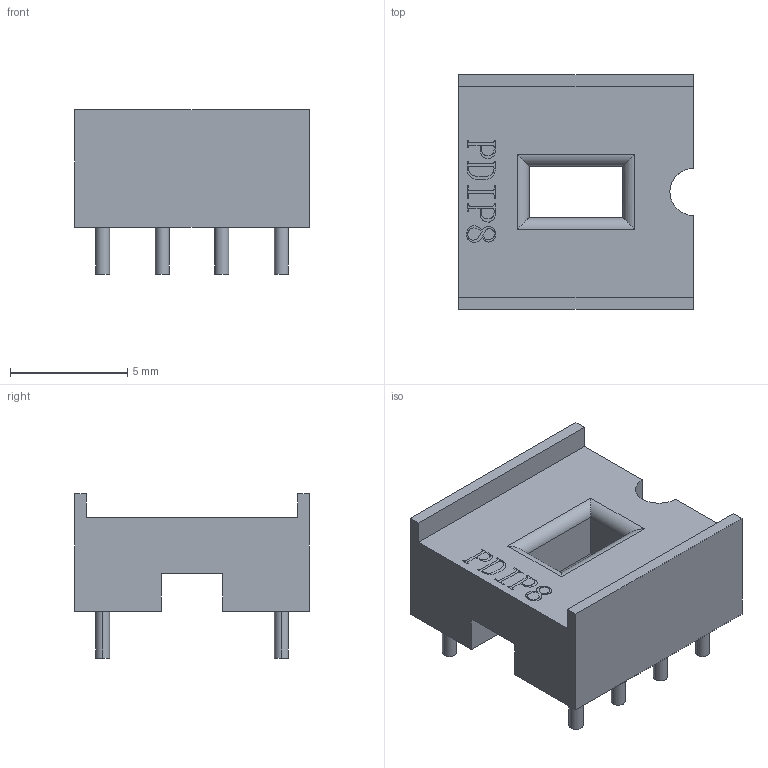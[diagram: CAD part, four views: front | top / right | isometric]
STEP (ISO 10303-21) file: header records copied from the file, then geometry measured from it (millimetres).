
FILE_DESCRIPTION (( 'STEP AP214' ), '1' );
FILE_NAME ('PDIP8.STEP', '2012-02-07T05:24:47', ( 'Lenovo User' ), ( 'Lenovo (Beijing) Limited' ), 'SwSTEP 2.0', 'SolidWorks 2011', '' );
FILE_SCHEMA (( 'AUTOMOTIVE_DESIGN' ));
Length unit declared in the file: millimetre
Products named in the file (1): PDIP8
Bounding box: 10 x 10 x 7 mm (x, y, z)
Volume: 347.3 mm3; surface area: 465.1 mm2
Topology: 1 solids, 1 shells, 59 faces, 205 edges, 166 vertices
Faces by surface type: plane 37, cylinder 22
Entity records: 3227 total; most frequent: CARTESIAN_POINT 1071, ORIENTED_EDGE 410, DIRECTION 313, EDGE_CURVE 205, VERTEX_POINT 166, LINE 121, VECTOR 121, AXIS2_PLACEMENT_3D 96
